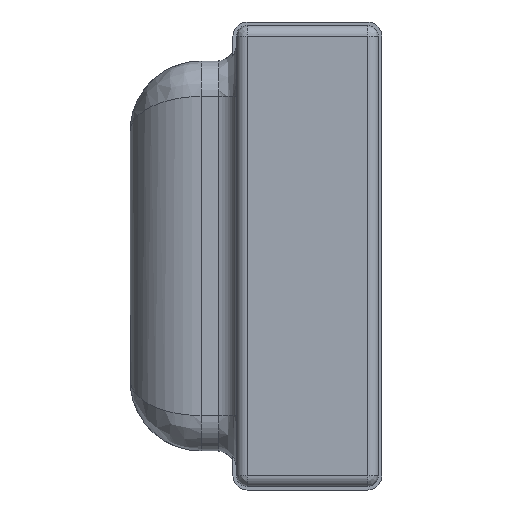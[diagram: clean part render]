
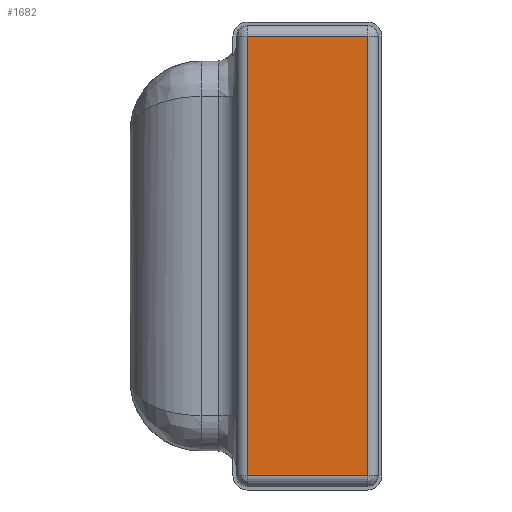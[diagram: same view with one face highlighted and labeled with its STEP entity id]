
A CAD part, left-side view. The second image highlights one B-rep face of the part: STEP entity #1682.
In plain terms, the highlighted planar face has unit normal (-1, 0, 0).
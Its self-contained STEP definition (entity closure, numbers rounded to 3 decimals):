
#24 = DIRECTION ( 'NONE',  ( 0., 0., -1. ) ) ;
#69 = EDGE_CURVE ( 'NONE', #1448, #1522, #1517, .T. ) ;
#330 = CARTESIAN_POINT ( 'NONE',  ( -1.6, 0.4, 0. ) ) ;
#338 = AXIS2_PLACEMENT_3D ( 'NONE', #330, #3691, #24 ) ;
#393 = ORIENTED_EDGE ( 'NONE', *, *, #1039, .F. ) ;
#461 = VERTEX_POINT ( 'NONE', #2511 ) ;
#711 = PLANE ( 'NONE',  #338 ) ;
#1039 = EDGE_CURVE ( 'NONE', #1964, #1448, #3048, .T. ) ;
#1095 = DIRECTION ( 'NONE',  ( 0., 0., 1. ) ) ;
#1181 = ORIENTED_EDGE ( 'NONE', *, *, #1494, .F. ) ;
#1221 = LINE ( 'NONE', #2277, #1689 ) ;
#1401 = VECTOR ( 'NONE', #3024, 1000. ) ;
#1448 = VERTEX_POINT ( 'NONE', #3801 ) ;
#1494 = EDGE_CURVE ( 'NONE', #1522, #461, #1221, .T. ) ;
#1517 = LINE ( 'NONE', #1778, #4393 ) ;
#1522 = VERTEX_POINT ( 'NONE', #2570 ) ;
#1682 = ADVANCED_FACE ( 'NONE', ( #2721 ), #711, .F. ) ;
#1689 = VECTOR ( 'NONE', #4279, 1000. ) ;
#1778 = CARTESIAN_POINT ( 'NONE',  ( -1.6, 0.37, 0. ) ) ;
#1883 = CARTESIAN_POINT ( 'NONE',  ( -1.6, 0.03, -0.62 ) ) ;
#1964 = VERTEX_POINT ( 'NONE', #1883 ) ;
#2143 = ORIENTED_EDGE ( 'NONE', *, *, #69, .F. ) ;
#2277 = CARTESIAN_POINT ( 'NONE',  ( -1.6, 0.4, 0.62 ) ) ;
#2440 = CARTESIAN_POINT ( 'NONE',  ( -1.6, 0.03, 0. ) ) ;
#2467 = DIRECTION ( 'NONE',  ( 0., 0., -1. ) ) ;
#2511 = CARTESIAN_POINT ( 'NONE',  ( -1.6, 0.03, 0.62 ) ) ;
#2570 = CARTESIAN_POINT ( 'NONE',  ( -1.6, 0.37, 0.62 ) ) ;
#2712 = CARTESIAN_POINT ( 'NONE',  ( -1.6, 0.4, -0.62 ) ) ;
#2721 = FACE_OUTER_BOUND ( 'NONE', #3200, .T. ) ;
#3024 = DIRECTION ( 'NONE',  ( 0., 1., 0. ) ) ;
#3048 = LINE ( 'NONE', #2712, #1401 ) ;
#3200 = EDGE_LOOP ( 'NONE', ( #3790, #1181, #2143, #393 ) ) ;
#3521 = LINE ( 'NONE', #2440, #4073 ) ;
#3662 = EDGE_CURVE ( 'NONE', #461, #1964, #3521, .T. ) ;
#3691 = DIRECTION ( 'NONE',  ( 1., 0., 0. ) ) ;
#3790 = ORIENTED_EDGE ( 'NONE', *, *, #3662, .F. ) ;
#3801 = CARTESIAN_POINT ( 'NONE',  ( -1.6, 0.37, -0.62 ) ) ;
#4073 = VECTOR ( 'NONE', #2467, 1000. ) ;
#4279 = DIRECTION ( 'NONE',  ( 0., -1., 0. ) ) ;
#4393 = VECTOR ( 'NONE', #1095, 1000. ) ;
